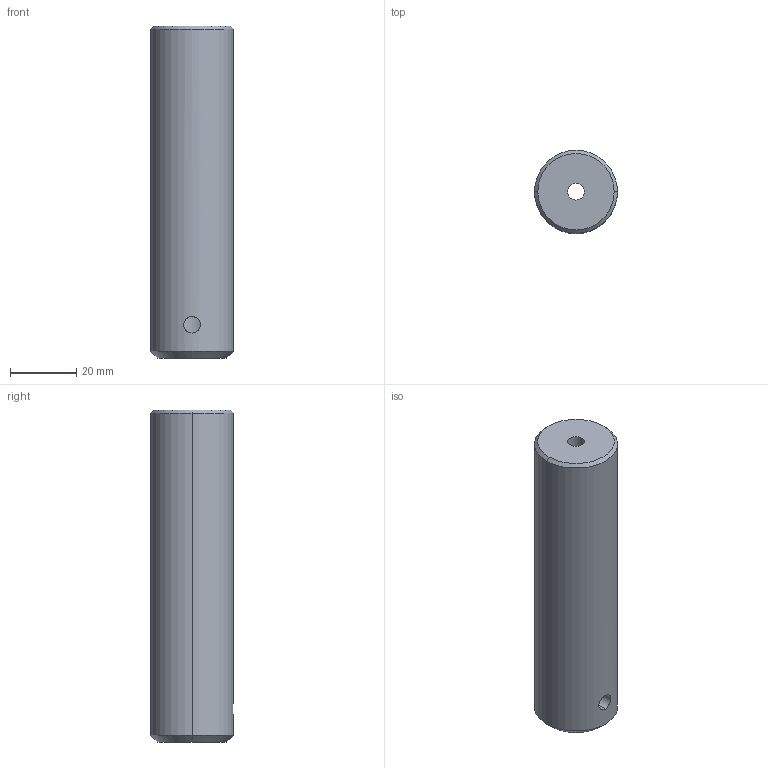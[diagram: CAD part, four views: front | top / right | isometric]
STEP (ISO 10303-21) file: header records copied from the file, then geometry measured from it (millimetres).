
FILE_DESCRIPTION (( 'STEP AP214' ), '1' );
FILE_NAME ('OM-001-020-101_01.STEP', '2024-10-06T13:45:10', ( '' ), ( '' ), 'SwSTEP 2.0', 'SolidWorks 2022', '' );
FILE_SCHEMA (( 'AUTOMOTIVE_DESIGN' ));
Length unit declared in the file: millimetre
Products named in the file (1): OM-001-020-101_01
Bounding box: 25 x 25 x 100 mm (x, y, z)
Volume: 36893.4 mm3; surface area: 12481.3 mm2
Topology: 1 solids, 1 shells, 16 faces, 34 edges, 20 vertices
Faces by surface type: cylinder 8, cone 6, plane 2
Entity records: 628 total; most frequent: CARTESIAN_POINT 191, DIRECTION 80, ORIENTED_EDGE 68, EDGE_CURVE 34, AXIS2_PLACEMENT_3D 33, VERTEX_POINT 20, EDGE_LOOP 20, CIRCLE 16
